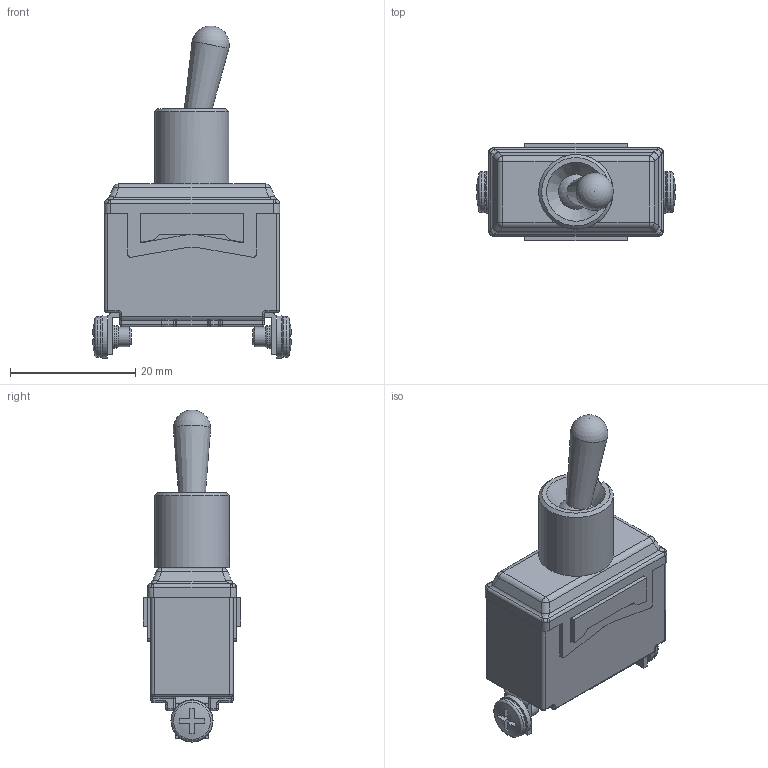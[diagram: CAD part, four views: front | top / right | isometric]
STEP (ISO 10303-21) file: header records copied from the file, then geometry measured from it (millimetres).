
FILE_DESCRIPTION(/* description */ (''),/* implementation_level */ '2;1');
FILE_NAME(/* name */ 'ST161D1x.stp',/* time_stamp */ '2026-01-19T13:55:13-06:00',/* author */ ('jmeyers'),/* organization */ (''),/* preprocessor_version */ 'ST-DEVELOPER v18.1',/* originating_system */ 'Autodesk Inventor 2022',/* authorisation */ '');
FILE_SCHEMA (('AUTOMOTIVE_DESIGN { 1 0 10303 214 3 1 1 }'));
Length unit declared in the file: inch
Products named in the file (1): Part28
Bounding box: 31.75 x 15.5 x 53.01 mm (x, y, z)
Volume: 9676 mm3; surface area: 4072.2 mm2
Topology: 1 solids, 4 shells, 431 faces, 1026 edges, 615 vertices
Faces by surface type: plane 177, cylinder 127, bspline 53, torus 35, sphere 30, cone 9
Full cylindrical faces by diameter (mm): 2 x2, 3.1 x4, 3.6 x2, 5.4 x1, 6.529 x2, 6.733 x2
Entity records: 13010 total; most frequent: CARTESIAN_POINT 3205, ORIENTED_EDGE 2042, DIRECTION 2023, EDGE_CURVE 1021, AXIS2_PLACEMENT_3D 739, VERTEX_POINT 615, LINE 545, VECTOR 545
